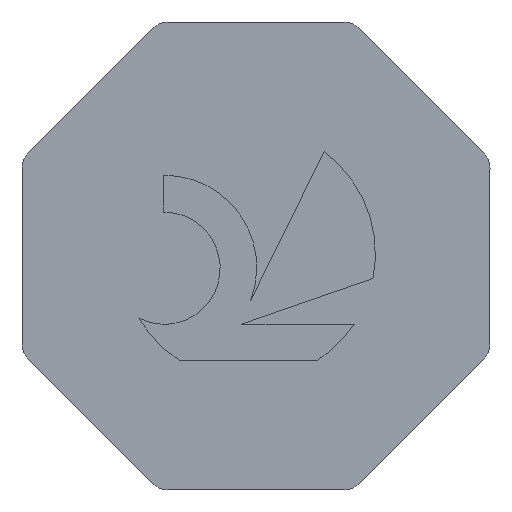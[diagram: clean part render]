
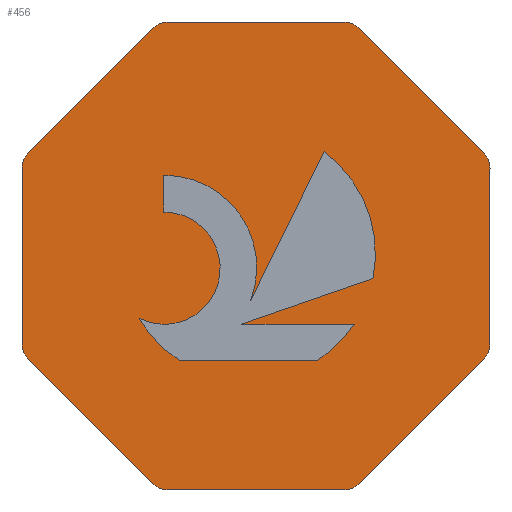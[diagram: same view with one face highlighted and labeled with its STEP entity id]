
A CAD part, top view. The second image highlights one B-rep face of the part: STEP entity #456.
In plain terms, the highlighted planar face has unit normal (0, 0, 1).
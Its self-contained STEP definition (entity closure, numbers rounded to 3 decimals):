
#194=VERTEX_POINT('',#543);
#196=VERTEX_POINT('',#545);
#202=EDGE_CURVE('',#428,#396,#551,.T.);
#206=VERTEX_POINT('',#555);
#208=EDGE_CURVE('',#422,#212,#557,.T.);
#212=VERTEX_POINT('',#561);
#222=EDGE_CURVE('',#480,#292,#572,.T.);
#232=VERTEX_POINT('',#582);
#234=EDGE_CURVE('',#458,#298,#584,.T.);
#238=VERTEX_POINT('',#588);
#242=VERTEX_POINT('',#592);
#260=EDGE_CURVE('',#328,#480,#612,.T.);
#270=EDGE_CURVE('',#500,#474,#623,.T.);
#272=VERTEX_POINT('',#625);
#280=VERTEX_POINT('',#635);
#290=EDGE_CURVE('',#350,#238,#647,.T.);
#292=VERTEX_POINT('',#649);
#298=VERTEX_POINT('',#655);
#310=VERTEX_POINT('',#667);
#316=EDGE_CURVE('',#206,#468,#673,.T.);
#322=EDGE_CURVE('',#212,#206,#680,.T.);
#326=VERTEX_POINT('',#684);
#328=VERTEX_POINT('',#686);
#336=EDGE_CURVE('',#404,#416,#696,.T.);
#348=EDGE_CURVE('',#474,#422,#710,.T.);
#350=VERTEX_POINT('',#712);
#354=EDGE_CURVE('',#194,#458,#716,.T.);
#356=EDGE_CURVE('',#298,#350,#718,.T.);
#364=EDGE_CURVE('',#292,#428,#727,.T.);
#366=EDGE_CURVE('',#238,#280,#729,.T.);
#386=EDGE_CURVE('',#326,#452,#752,.T.);
#396=VERTEX_POINT('',#764);
#400=EDGE_CURVE('',#468,#326,#768,.T.);
#404=VERTEX_POINT('',#772);
#410=VERTEX_POINT('',#778);
#412=EDGE_CURVE('',#242,#194,#780,.T.);
#416=VERTEX_POINT('',#785);
#420=EDGE_CURVE('',#416,#242,#789,.T.);
#422=VERTEX_POINT('',#791);
#426=EDGE_CURVE('',#272,#232,#795,.T.);
#428=VERTEX_POINT('',#797);
#452=VERTEX_POINT('',#822);
#454=EDGE_CURVE('',#396,#310,#824,.T.);
#456=ADVANCED_FACE('',(#826,#827),#828,.T.);
#458=VERTEX_POINT('',#830);
#460=EDGE_CURVE('',#232,#404,#832,.T.);
#468=VERTEX_POINT('',#840);
#474=VERTEX_POINT('',#846);
#480=VERTEX_POINT('',#852);
#488=EDGE_CURVE('',#310,#410,#860,.T.);
#496=EDGE_CURVE('',#280,#272,#870,.T.);
#500=VERTEX_POINT('',#875);
#502=EDGE_CURVE('',#196,#328,#877,.T.);
#504=EDGE_CURVE('',#452,#196,#879,.T.);
#510=EDGE_CURVE('',#410,#500,#885,.T.);
#543=CARTESIAN_POINT('',(8.037,6.06,0.0));
#545=CARTESIAN_POINT('',(4.774,16.866,0.0));
#551=LINE('',#925,#926);
#555=CARTESIAN_POINT('',(16.866,12.326,0.0));
#557=LINE('',#935,#936);
#561=CARTESIAN_POINT('',(17.1,11.76,0.0));
#572=LINE('',#953,#954);
#582=CARTESIAN_POINT('',(5.179,11.5,0.0));
#584=CIRCLE('',#975,4.642);
#588=CARTESIAN_POINT('',(4.275,6.272,0.0));
#592=CARTESIAN_POINT('',(12.825,7.723,0.0));
#612=CIRCLE('',#1017,0.8);
#623=LINE('',#1032,#1033);
#625=CARTESIAN_POINT('',(5.179,10.153,0.0));
#635=CARTESIAN_POINT('',(6.108,9.936,0.0));
#647=CIRCLE('',#1059,4.642);
#649=CARTESIAN_POINT('',(0.0,5.34,0.0));
#655=CARTESIAN_POINT('',(10.802,4.739,0.0));
#667=CARTESIAN_POINT('',(5.34,0.0,0.0));
#673=LINE('',#1097,#1098);
#680=CIRCLE('',#1107,0.8);
#684=CARTESIAN_POINT('',(11.76,17.1,0.0));
#686=CARTESIAN_POINT('',(0.234,12.326,0.0));
#696=LINE('',#1126,#1127);
#710=CIRCLE('',#1146,0.8);
#712=CARTESIAN_POINT('',(5.743,4.739,0.0));
#716=LINE('',#1155,#1156);
#718=LINE('',#1159,#1160);
#727=CIRCLE('',#1172,0.8);
#729=CIRCLE('',#1175,2.049);
#752=LINE('',#1205,#1206);
#764=CARTESIAN_POINT('',(4.774,0.234,0.0));
#768=CIRCLE('',#1227,0.8);
#772=CARTESIAN_POINT('',(8.351,6.917,0.0));
#778=CARTESIAN_POINT('',(11.76,0.0,0.0));
#780=LINE('',#1245,#1246);
#785=CARTESIAN_POINT('',(11.035,12.361,0.0));
#789=CIRCLE('',#1256,4.642);
#791=CARTESIAN_POINT('',(17.1,5.34,0.0));
#795=LINE('',#1263,#1264);
#797=CARTESIAN_POINT('',(0.234,4.774,0.0));
#822=CARTESIAN_POINT('',(5.34,17.1,0.0));
#824=CIRCLE('',#1305,0.8);
#826=FACE_BOUND('',#1307,.T.);
#827=FACE_OUTER_BOUND('',#1308,.T.);
#828=PLANE('',#1309);
#830=CARTESIAN_POINT('',(12.137,6.06,0.0));
#832=CIRCLE('',#1314,3.372);
#840=CARTESIAN_POINT('',(12.326,16.866,0.0));
#846=CARTESIAN_POINT('',(16.866,4.774,0.0));
#852=CARTESIAN_POINT('',(0.,11.76,0.0));
#860=LINE('',#1355,#1356);
#870=CIRCLE('',#1367,2.049);
#875=CARTESIAN_POINT('',(12.326,0.234,0.0));
#877=LINE('',#1375,#1376);
#879=CIRCLE('',#1379,0.8);
#885=CIRCLE('',#1387,0.8);
#925=CARTESIAN_POINT('',(0.234,4.774,0.0));
#926=VECTOR('',#1413,1.0);
#935=CARTESIAN_POINT('',(17.1,5.34,0.0));
#936=VECTOR('',#1415,1.0);
#953=CARTESIAN_POINT('',(0.0,11.76,0.0));
#954=VECTOR('',#1427,1.0);
#975=AXIS2_PLACEMENT_3D('',#1432,#1433,#1434);
#1017=AXIS2_PLACEMENT_3D('',#1460,#1461,#1462);
#1032=CARTESIAN_POINT('',(12.326,0.234,0.0));
#1033=VECTOR('',#1475,1.0);
#1059=AXIS2_PLACEMENT_3D('',#1511,#1512,#1513);
#1097=CARTESIAN_POINT('',(16.866,12.326,0.0));
#1098=VECTOR('',#1522,1.0);
#1107=AXIS2_PLACEMENT_3D('',#1534,#1535,#1536);
#1126=CARTESIAN_POINT('',(10.037,10.335,0.0));
#1127=VECTOR('',#1554,1.0);
#1146=AXIS2_PLACEMENT_3D('',#1585,#1586,#1587);
#1155=CARTESIAN_POINT('',(10.344,6.06,0.0));
#1156=VECTOR('',#1589,1.0);
#1159=CARTESIAN_POINT('',(7.146,4.739,0.0));
#1160=VECTOR('',#1590,1.0);
#1172=AXIS2_PLACEMENT_3D('',#1600,#1601,#1602);
#1175=AXIS2_PLACEMENT_3D('',#1603,#1604,#1605);
#1205=CARTESIAN_POINT('',(11.76,17.1,0.0));
#1206=VECTOR('',#1638,1.0);
#1227=AXIS2_PLACEMENT_3D('',#1664,#1665,#1666);
#1245=CARTESIAN_POINT('',(8.652,6.274,0.0));
#1246=VECTOR('',#1672,1.0);
#1256=AXIS2_PLACEMENT_3D('',#1681,#1682,#1683);
#1263=CARTESIAN_POINT('',(5.179,10.025,0.0));
#1264=VECTOR('',#1684,1.0);
#1305=AXIS2_PLACEMENT_3D('',#1705,#1706,#1707);
#1307=EDGE_LOOP('',(#1709,#1710,#1711,#1712,#1713,#1714,#1715,#1716,#1717,#1718,#1719));
#1308=EDGE_LOOP('',(#1720,#1721,#1722,#1723,#1724,#1725,#1726,#1727,#1728,#1729,#1730,#1731,#1732,#1733,#1734,#1735));
#1309=AXIS2_PLACEMENT_3D('',#1736,#1737,#1738);
#1314=AXIS2_PLACEMENT_3D('',#1739,#1740,#1741);
#1355=CARTESIAN_POINT('',(5.34,0.0,0.0));
#1356=VECTOR('',#1753,1.0);
#1367=AXIS2_PLACEMENT_3D('',#1770,#1771,#1772);
#1375=CARTESIAN_POINT('',(4.774,16.866,0.0));
#1376=VECTOR('',#1781,1.0);
#1379=AXIS2_PLACEMENT_3D('',#1782,#1783,#1784);
#1387=AXIS2_PLACEMENT_3D('',#1788,#1789,#1790);
#1413=DIRECTION('',(0.707,-0.707,0.0));
#1415=DIRECTION('',(0.0,1.0,0.0));
#1427=DIRECTION('',(0.0,-1.0,0.0));
#1432=CARTESIAN_POINT('',(8.272,8.631,0.0));
#1433=DIRECTION('',(0.0,-0.0,-1.0));
#1434=DIRECTION('',(0.545,-0.838,0.0));
#1460=CARTESIAN_POINT('',(0.8,11.76,0.0));
#1461=DIRECTION('',(0.0,0.0,1.0));
#1462=DIRECTION('',(-0.707,0.707,0.0));
#1475=DIRECTION('',(0.707,0.707,0.0));
#1511=CARTESIAN_POINT('',(8.272,8.631,0.0));
#1512=DIRECTION('',(-0.0,0.0,-1.0));
#1513=DIRECTION('',(-0.861,-0.508,0.0));
#1522=DIRECTION('',(-0.707,0.707,0.0));
#1534=CARTESIAN_POINT('',(16.3,11.76,0.0));
#1535=DIRECTION('',(0.0,-0.0,1.0));
#1536=DIRECTION('',(1.0,0.,0.0));
#1554=DIRECTION('',(0.442,0.897,-0.0));
#1585=CARTESIAN_POINT('',(16.3,5.34,0.0));
#1586=DIRECTION('',(0.0,0.0,1.0));
#1587=DIRECTION('',(0.707,-0.707,0.0));
#1589=DIRECTION('',(1.0,0.0,0.0));
#1590=DIRECTION('',(-1.0,0.0,0.0));
#1600=CARTESIAN_POINT('',(0.8,5.34,0.0));
#1601=DIRECTION('',(0.0,0.0,1.0));
#1602=DIRECTION('',(-1.0,0.,0.0));
#1603=CARTESIAN_POINT('',(5.192,8.104,0.0));
#1604=DIRECTION('',(0.0,0.0,1.0));
#1605=DIRECTION('',(-0.447,-0.894,0.0));
#1638=DIRECTION('',(-1.0,0.0,0.0));
#1664=CARTESIAN_POINT('',(11.76,16.3,0.0));
#1665=DIRECTION('',(0.0,-0.0,1.0));
#1666=DIRECTION('',(0.707,0.707,0.0));
#1672=DIRECTION('',(-0.945,-0.328,0.0));
#1681=CARTESIAN_POINT('',(8.272,8.631,0.0));
#1682=DIRECTION('',(0.0,-0.0,-1.0));
#1683=DIRECTION('',(0.981,-0.196,0.0));
#1684=DIRECTION('',(0.0,1.0,0.0));
#1705=CARTESIAN_POINT('',(5.34,0.8,0.0));
#1706=DIRECTION('',(0.0,0.0,1.0));
#1707=DIRECTION('',(-0.707,-0.707,0.0));
#1709=ORIENTED_EDGE('',*,*,#426,.T.);
#1710=ORIENTED_EDGE('',*,*,#460,.T.);
#1711=ORIENTED_EDGE('',*,*,#336,.T.);
#1712=ORIENTED_EDGE('',*,*,#420,.T.);
#1713=ORIENTED_EDGE('',*,*,#412,.T.);
#1714=ORIENTED_EDGE('',*,*,#354,.T.);
#1715=ORIENTED_EDGE('',*,*,#234,.T.);
#1716=ORIENTED_EDGE('',*,*,#356,.T.);
#1717=ORIENTED_EDGE('',*,*,#290,.T.);
#1718=ORIENTED_EDGE('',*,*,#366,.T.);
#1719=ORIENTED_EDGE('',*,*,#496,.T.);
#1720=ORIENTED_EDGE('',*,*,#488,.T.);
#1721=ORIENTED_EDGE('',*,*,#510,.T.);
#1722=ORIENTED_EDGE('',*,*,#270,.T.);
#1723=ORIENTED_EDGE('',*,*,#348,.T.);
#1724=ORIENTED_EDGE('',*,*,#208,.T.);
#1725=ORIENTED_EDGE('',*,*,#322,.T.);
#1726=ORIENTED_EDGE('',*,*,#316,.T.);
#1727=ORIENTED_EDGE('',*,*,#400,.T.);
#1728=ORIENTED_EDGE('',*,*,#386,.T.);
#1729=ORIENTED_EDGE('',*,*,#504,.T.);
#1730=ORIENTED_EDGE('',*,*,#502,.T.);
#1731=ORIENTED_EDGE('',*,*,#260,.T.);
#1732=ORIENTED_EDGE('',*,*,#222,.T.);
#1733=ORIENTED_EDGE('',*,*,#364,.T.);
#1734=ORIENTED_EDGE('',*,*,#202,.T.);
#1735=ORIENTED_EDGE('',*,*,#454,.T.);
#1736=CARTESIAN_POINT('',(8.55,8.55,0.0));
#1737=DIRECTION('',(0.0,0.0,1.0));
#1738=DIRECTION('',(1.0,0.0,0.0));
#1739=CARTESIAN_POINT('',(5.205,8.128,0.0));
#1740=DIRECTION('',(0.0,-0.0,-1.0));
#1741=DIRECTION('',(0.933,-0.359,0.0));
#1753=DIRECTION('',(1.0,0.0,0.0));
#1770=CARTESIAN_POINT('',(5.192,8.104,0.0));
#1771=DIRECTION('',(0.0,0.0,1.0));
#1772=DIRECTION('',(-0.447,-0.894,0.0));
#1781=DIRECTION('',(-0.707,-0.707,0.0));
#1782=CARTESIAN_POINT('',(5.34,16.3,0.0));
#1783=DIRECTION('',(0.0,0.0,1.0));
#1784=DIRECTION('',(0.,1.0,0.0));
#1788=CARTESIAN_POINT('',(11.76,0.8,0.0));
#1789=DIRECTION('',(0.0,0.0,1.0));
#1790=DIRECTION('',(0.,-1.0,0.0));
